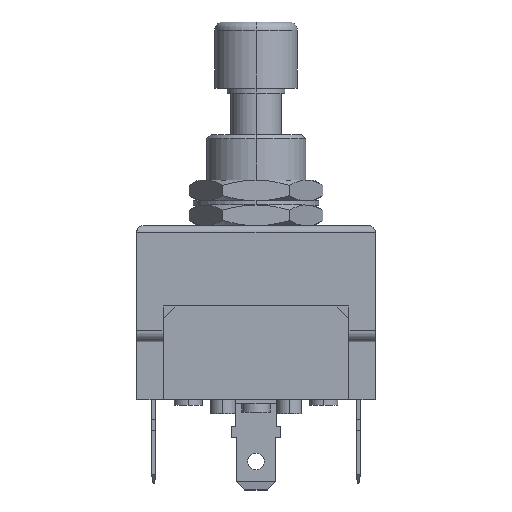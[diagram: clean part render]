
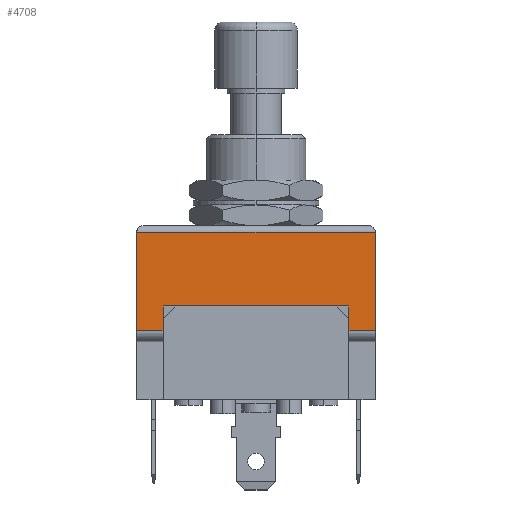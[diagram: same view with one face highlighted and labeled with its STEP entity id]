
A CAD part, top view. The second image highlights one B-rep face of the part: STEP entity #4708.
In plain terms, the highlighted planar face has unit normal (0, 0, 1).
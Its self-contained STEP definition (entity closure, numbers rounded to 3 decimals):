
#137 = ORIENTED_EDGE ( 'NONE', *, *, #4075, .T. ) ;
#226 = DIRECTION ( 'NONE',  ( 0., -1., 0. ) ) ;
#284 = VERTEX_POINT ( 'NONE', #4431 ) ;
#315 = VECTOR ( 'NONE', #5729, 1000. ) ;
#400 = CARTESIAN_POINT ( 'NONE',  ( -14.4, -11.9, 7.9 ) ) ;
#416 = AXIS2_PLACEMENT_3D ( 'NONE', #4446, #2597, #1973 ) ;
#757 = EDGE_CURVE ( 'NONE', #5485, #4068, #6466, .T. ) ;
#785 = DIRECTION ( 'NONE',  ( 0., -1., 0. ) ) ;
#851 = DIRECTION ( 'NONE',  ( 1., 0., 0. ) ) ;
#1198 = VECTOR ( 'NONE', #7475, 1000. ) ;
#1322 = EDGE_CURVE ( 'NONE', #4883, #7020, #5776, .T. ) ;
#1837 = VECTOR ( 'NONE', #3385, 1000. ) ;
#1852 = VECTOR ( 'NONE', #851, 1000. ) ;
#1973 = DIRECTION ( 'NONE',  ( 1., 0., 0. ) ) ;
#2028 = CARTESIAN_POINT ( 'NONE',  ( -14.4, 0., 7.9 ) ) ;
#2047 = LINE ( 'NONE', #7015, #2734 ) ;
#2098 = EDGE_CURVE ( 'NONE', #5485, #7442, #4314, .T. ) ;
#2170 = VECTOR ( 'NONE', #785, 1000. ) ;
#2216 = EDGE_CURVE ( 'NONE', #7442, #7020, #5576, .T. ) ;
#2269 = DIRECTION ( 'NONE',  ( 1., 0., 0. ) ) ;
#2348 = CARTESIAN_POINT ( 'NONE',  ( 11.23, -11.9, 7.9 ) ) ;
#2597 = DIRECTION ( 'NONE',  ( 0., 0., 1. ) ) ;
#2711 = EDGE_CURVE ( 'NONE', #3620, #4883, #2852, .T. ) ;
#2734 = VECTOR ( 'NONE', #226, 1000. ) ;
#2736 = ORIENTED_EDGE ( 'NONE', *, *, #4856, .T. ) ;
#2852 = LINE ( 'NONE', #6268, #1198 ) ;
#2974 = CARTESIAN_POINT ( 'NONE',  ( -11.23, -8.9, 7.9 ) ) ;
#3109 = CARTESIAN_POINT ( 'NONE',  ( -11.23, -11.9, 7.9 ) ) ;
#3179 = ORIENTED_EDGE ( 'NONE', *, *, #757, .F. ) ;
#3385 = DIRECTION ( 'NONE',  ( 0., -1., 0. ) ) ;
#3522 = CARTESIAN_POINT ( 'NONE',  ( 14.4, -11.9, 7.9 ) ) ;
#3601 = CARTESIAN_POINT ( 'NONE',  ( 0., -8.9, 7.9 ) ) ;
#3620 = VERTEX_POINT ( 'NONE', #2974 ) ;
#3638 = VERTEX_POINT ( 'NONE', #2348 ) ;
#3641 = VECTOR ( 'NONE', #5034, 1000. ) ;
#3864 = CARTESIAN_POINT ( 'NONE',  ( 11.23, -11.9, 7.9 ) ) ;
#4054 = CARTESIAN_POINT ( 'NONE',  ( 14.4, 0.8, 7.9 ) ) ;
#4068 = VERTEX_POINT ( 'NONE', #3522 ) ;
#4075 = EDGE_CURVE ( 'NONE', #3620, #284, #7267, .T. ) ;
#4314 = LINE ( 'NONE', #4480, #315 ) ;
#4429 = EDGE_CURVE ( 'NONE', #284, #3638, #2047, .T. ) ;
#4431 = CARTESIAN_POINT ( 'NONE',  ( 11.23, -8.9, 7.9 ) ) ;
#4446 = CARTESIAN_POINT ( 'NONE',  ( 0., 0., 7.9 ) ) ;
#4480 = CARTESIAN_POINT ( 'NONE',  ( 0., 0., 7.9 ) ) ;
#4708 = ADVANCED_FACE ( 'NONE', ( #6688 ), #6884, .T. ) ;
#4856 = EDGE_CURVE ( 'NONE', #3638, #4068, #7261, .T. ) ;
#4883 = VERTEX_POINT ( 'NONE', #5759 ) ;
#5034 = DIRECTION ( 'NONE',  ( -1., 0., 0. ) ) ;
#5264 = EDGE_LOOP ( 'NONE', ( #3179, #5823, #7057, #5972, #5613, #137, #5322, #2736 ) ) ;
#5322 = ORIENTED_EDGE ( 'NONE', *, *, #4429, .T. ) ;
#5485 = VERTEX_POINT ( 'NONE', #7440 ) ;
#5576 = LINE ( 'NONE', #7080, #2170 ) ;
#5613 = ORIENTED_EDGE ( 'NONE', *, *, #2711, .F. ) ;
#5729 = DIRECTION ( 'NONE',  ( -1., 0., 0. ) ) ;
#5759 = CARTESIAN_POINT ( 'NONE',  ( -11.23, -11.9, 7.9 ) ) ;
#5776 = LINE ( 'NONE', #3109, #3641 ) ;
#5823 = ORIENTED_EDGE ( 'NONE', *, *, #2098, .T. ) ;
#5972 = ORIENTED_EDGE ( 'NONE', *, *, #1322, .F. ) ;
#6268 = CARTESIAN_POINT ( 'NONE',  ( -11.23, -11.9, 7.9 ) ) ;
#6466 = LINE ( 'NONE', #4054, #1837 ) ;
#6688 = FACE_OUTER_BOUND ( 'NONE', #5264, .T. ) ;
#6884 = PLANE ( 'NONE',  #416 ) ;
#7015 = CARTESIAN_POINT ( 'NONE',  ( 11.23, -11.9, 7.9 ) ) ;
#7020 = VERTEX_POINT ( 'NONE', #400 ) ;
#7057 = ORIENTED_EDGE ( 'NONE', *, *, #2216, .T. ) ;
#7080 = CARTESIAN_POINT ( 'NONE',  ( -14.4, 0.8, 7.9 ) ) ;
#7261 = LINE ( 'NONE', #3864, #1852 ) ;
#7267 = LINE ( 'NONE', #3601, #7849 ) ;
#7440 = CARTESIAN_POINT ( 'NONE',  ( 14.4, 0., 7.9 ) ) ;
#7442 = VERTEX_POINT ( 'NONE', #2028 ) ;
#7475 = DIRECTION ( 'NONE',  ( 0., -1., 0. ) ) ;
#7849 = VECTOR ( 'NONE', #2269, 1000. ) ;
